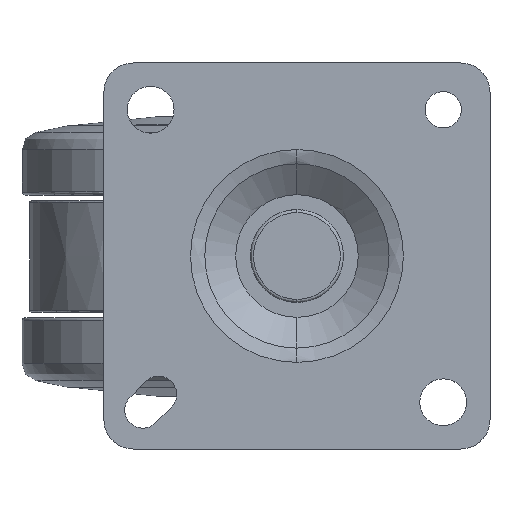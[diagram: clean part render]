
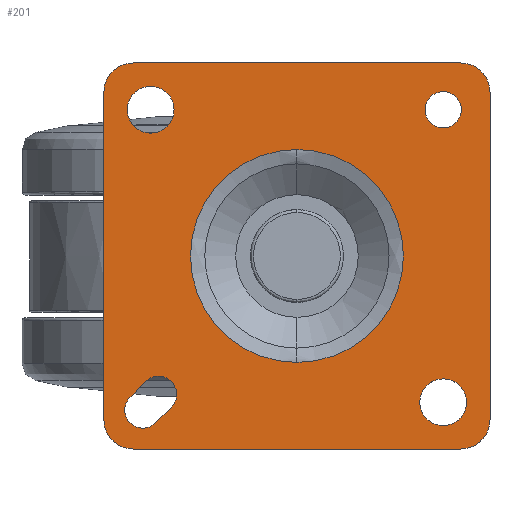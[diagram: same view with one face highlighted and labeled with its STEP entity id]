
A CAD part, top view. The second image highlights one B-rep face of the part: STEP entity #201.
In plain terms, the highlighted face is planar.
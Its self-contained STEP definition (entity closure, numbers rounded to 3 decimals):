
#201=ADVANCED_FACE('',(#760,#761,#762,#763,#764,#765),#759,.F.);
#759=PLANE('',#2656);
#760=FACE_OUTER_BOUND('',#2657,.T.);
#761=FACE_BOUND('',#2658,.T.);
#762=FACE_BOUND('',#2659,.T.);
#763=FACE_BOUND('',#2660,.T.);
#764=FACE_BOUND('',#2661,.T.);
#765=FACE_BOUND('',#2662,.T.);
#2653=CARTESIAN_POINT('',(-39.6,0.,-39.6));
#2654=DIRECTION('',(0.,1.,0.));
#2655=DIRECTION('',(0.,0.,1.));
#2656=AXIS2_PLACEMENT_3D('',#2653,#2654,#2655);
#2657=EDGE_LOOP('',(#6289,#6290,#6291,#6292,#6293,#6294,#6295,#6296));
#2658=EDGE_LOOP('',(#6297,#6298));
#2659=EDGE_LOOP('',(#6299,#6300,#6301,#6302));
#2660=EDGE_LOOP('',(#6303,#6304));
#2661=EDGE_LOOP('',(#6305,#6306));
#2662=EDGE_LOOP('',(#6307,#6308));
#6289=ORIENTED_EDGE('',*,*,#6900,.F.);
#6290=ORIENTED_EDGE('',*,*,#6901,.T.);
#6291=ORIENTED_EDGE('',*,*,#6902,.F.);
#6292=ORIENTED_EDGE('',*,*,#6903,.T.);
#6293=ORIENTED_EDGE('',*,*,#6904,.F.);
#6294=ORIENTED_EDGE('',*,*,#6905,.T.);
#6295=ORIENTED_EDGE('',*,*,#6906,.F.);
#6296=ORIENTED_EDGE('',*,*,#6907,.T.);
#6297=ORIENTED_EDGE('',*,*,#6908,.T.);
#6298=ORIENTED_EDGE('',*,*,#6909,.T.);
#6299=ORIENTED_EDGE('',*,*,#6910,.F.);
#6300=ORIENTED_EDGE('',*,*,#6911,.F.);
#6301=ORIENTED_EDGE('',*,*,#6912,.F.);
#6302=ORIENTED_EDGE('',*,*,#6913,.F.);
#6303=ORIENTED_EDGE('',*,*,#6914,.F.);
#6304=ORIENTED_EDGE('',*,*,#6915,.F.);
#6305=ORIENTED_EDGE('',*,*,#6916,.F.);
#6306=ORIENTED_EDGE('',*,*,#6917,.F.);
#6307=ORIENTED_EDGE('',*,*,#6918,.F.);
#6308=ORIENTED_EDGE('',*,*,#6919,.F.);
#6900=EDGE_CURVE('',#7772,#7773,#7774,.T.);
#6901=EDGE_CURVE('',#7772,#7780,#7781,.T.);
#6902=EDGE_CURVE('',#7787,#7780,#7788,.T.);
#6903=EDGE_CURVE('',#7787,#7794,#7795,.T.);
#6904=EDGE_CURVE('',#7801,#7794,#7802,.T.);
#6905=EDGE_CURVE('',#7801,#7808,#7809,.T.);
#6906=EDGE_CURVE('',#7815,#7808,#7816,.T.);
#6907=EDGE_CURVE('',#7815,#7773,#7822,.T.);
#6908=EDGE_CURVE('',#7828,#7829,#7830,.T.);
#6909=EDGE_CURVE('',#7829,#7828,#7836,.T.);
#6910=EDGE_CURVE('',#7842,#7843,#7844,.T.);
#6911=EDGE_CURVE('',#7850,#7842,#7851,.T.);
#6912=EDGE_CURVE('',#7857,#7850,#7858,.T.);
#6913=EDGE_CURVE('',#7843,#7857,#7864,.T.);
#6914=EDGE_CURVE('',#7870,#7871,#7872,.T.);
#6915=EDGE_CURVE('',#7871,#7870,#7878,.T.);
#6916=EDGE_CURVE('',#7884,#7885,#7886,.T.);
#6917=EDGE_CURVE('',#7885,#7884,#7892,.T.);
#6918=EDGE_CURVE('',#7898,#7899,#7900,.T.);
#6919=EDGE_CURVE('',#7899,#7898,#7906,.T.);
#7772=VERTEX_POINT('',#9847);
#7773=VERTEX_POINT('',#9848);
#7774=LINE('',#9849,#9850);
#7780=VERTEX_POINT('',#9852);
#7781=CIRCLE('',#9856,5.);
#7787=VERTEX_POINT('',#9857);
#7788=LINE('',#9858,#9859);
#7794=VERTEX_POINT('',#9861);
#7795=CIRCLE('',#9865,5.);
#7801=VERTEX_POINT('',#9866);
#7802=LINE('',#9867,#9868);
#7808=VERTEX_POINT('',#9870);
#7809=CIRCLE('',#9874,5.);
#7815=VERTEX_POINT('',#9875);
#7816=LINE('',#9876,#9877);
#7822=CIRCLE('',#9882,5.);
#7828=VERTEX_POINT('',#9883);
#7829=VERTEX_POINT('',#9884);
#7830=CIRCLE('',#9888,18.194);
#7836=CIRCLE('',#9892,18.194);
#7842=VERTEX_POINT('',#9893);
#7843=VERTEX_POINT('',#9894);
#7844=LINE('',#9895,#9896);
#7850=VERTEX_POINT('',#9898);
#7851=CIRCLE('',#9902,3.1);
#7857=VERTEX_POINT('',#9903);
#7858=LINE('',#9904,#9905);
#7864=CIRCLE('',#9910,3.1);
#7870=VERTEX_POINT('',#9911);
#7871=VERTEX_POINT('',#9912);
#7872=CIRCLE('',#9916,3.1);
#7878=CIRCLE('',#9920,3.1);
#7884=VERTEX_POINT('',#9921);
#7885=VERTEX_POINT('',#9922);
#7886=CIRCLE('',#9926,4.);
#7892=CIRCLE('',#9930,4.);
#7898=VERTEX_POINT('',#9931);
#7899=VERTEX_POINT('',#9932);
#7900=CIRCLE('',#9936,4.);
#7906=CIRCLE('',#9940,4.);
#9847=CARTESIAN_POINT('',(28.,0.,-33.));
#9848=CARTESIAN_POINT('',(-28.,0.,-33.));
#9849=CARTESIAN_POINT('',(28.,0.,-33.));
#9850=VECTOR('',#9851,56.);
#9851=DIRECTION('',(-1.,0.,0.));
#9852=CARTESIAN_POINT('',(33.,0.,-28.));
#9853=CARTESIAN_POINT('',(28.,0.,-28.));
#9854=DIRECTION('',(0.,-1.,0.));
#9855=DIRECTION('',(0.,0.,1.));
#9856=AXIS2_PLACEMENT_3D('',#9853,#9854,#9855);
#9857=CARTESIAN_POINT('',(33.,0.,28.));
#9858=CARTESIAN_POINT('',(33.,0.,28.));
#9859=VECTOR('',#9860,56.);
#9860=DIRECTION('',(0.,0.,-1.));
#9861=CARTESIAN_POINT('',(28.,0.,33.));
#9862=CARTESIAN_POINT('',(28.,0.,28.));
#9863=DIRECTION('',(0.,-1.,0.));
#9864=DIRECTION('',(-1.,0.,0.));
#9865=AXIS2_PLACEMENT_3D('',#9862,#9863,#9864);
#9866=CARTESIAN_POINT('',(-28.,0.,33.));
#9867=CARTESIAN_POINT('',(-28.,0.,33.));
#9868=VECTOR('',#9869,56.);
#9869=DIRECTION('',(1.,0.,0.));
#9870=CARTESIAN_POINT('',(-33.,0.,28.));
#9871=CARTESIAN_POINT('',(-28.,0.,28.));
#9872=DIRECTION('',(0.,-1.,0.));
#9873=DIRECTION('',(0.,0.,-1.));
#9874=AXIS2_PLACEMENT_3D('',#9871,#9872,#9873);
#9875=CARTESIAN_POINT('',(-33.,0.,-28.));
#9876=CARTESIAN_POINT('',(-33.,0.,-28.));
#9877=VECTOR('',#9878,56.);
#9878=DIRECTION('',(0.,0.,1.));
#9879=CARTESIAN_POINT('',(-28.,0.,-28.));
#9880=DIRECTION('',(0.,-1.,0.));
#9881=DIRECTION('',(1.,0.,0.));
#9882=AXIS2_PLACEMENT_3D('',#9879,#9880,#9881);
#9883=CARTESIAN_POINT('',(0.,0.,18.194));
#9884=CARTESIAN_POINT('',(0.,0.,-18.194));
#9885=CARTESIAN_POINT('',(0.,0.,0.));
#9886=DIRECTION('',(0.,1.,0.));
#9887=DIRECTION('',(0.,0.,1.));
#9888=AXIS2_PLACEMENT_3D('',#9885,#9886,#9887);
#9889=CARTESIAN_POINT('',(0.,0.,0.));
#9890=DIRECTION('',(0.,1.,0.));
#9891=DIRECTION('',(0.,0.,1.));
#9892=AXIS2_PLACEMENT_3D('',#9889,#9890,#9891);
#9893=CARTESIAN_POINT('',(-25.849,0.,-21.464));
#9894=CARTESIAN_POINT('',(-28.536,0.,-24.151));
#9895=CARTESIAN_POINT('',(-25.849,0.,-21.464));
#9896=VECTOR('',#9897,3.8);
#9897=DIRECTION('',(-0.707,0.,-0.707));
#9898=CARTESIAN_POINT('',(-21.464,0.,-25.849));
#9899=CARTESIAN_POINT('',(-23.656,0.,-23.656));
#9900=DIRECTION('',(0.,-1.,0.));
#9901=DIRECTION('',(-0.707,0.,0.707));
#9902=AXIS2_PLACEMENT_3D('',#9899,#9900,#9901);
#9903=CARTESIAN_POINT('',(-24.151,0.,-28.536));
#9904=CARTESIAN_POINT('',(-24.151,0.,-28.536));
#9905=VECTOR('',#9906,3.8);
#9906=DIRECTION('',(0.707,0.,0.707));
#9907=CARTESIAN_POINT('',(-26.344,0.,-26.344));
#9908=DIRECTION('',(0.,-1.,0.));
#9909=DIRECTION('',(0.,0.,1.));
#9910=AXIS2_PLACEMENT_3D('',#9907,#9908,#9909);
#9911=CARTESIAN_POINT('',(25.,0.,28.1));
#9912=CARTESIAN_POINT('',(25.,0.,21.9));
#9913=CARTESIAN_POINT('',(25.,0.,25.));
#9914=DIRECTION('',(0.,-1.,0.));
#9915=DIRECTION('',(0.,0.,-1.));
#9916=AXIS2_PLACEMENT_3D('',#9913,#9914,#9915);
#9917=CARTESIAN_POINT('',(25.,0.,25.));
#9918=DIRECTION('',(0.,-1.,0.));
#9919=DIRECTION('',(0.,0.,-1.));
#9920=AXIS2_PLACEMENT_3D('',#9917,#9918,#9919);
#9921=CARTESIAN_POINT('',(25.,0.,-21.));
#9922=CARTESIAN_POINT('',(25.,0.,-29.));
#9923=CARTESIAN_POINT('',(25.,0.,-25.));
#9924=DIRECTION('',(0.,-1.,0.));
#9925=DIRECTION('',(0.,0.,-1.));
#9926=AXIS2_PLACEMENT_3D('',#9923,#9924,#9925);
#9927=CARTESIAN_POINT('',(25.,0.,-25.));
#9928=DIRECTION('',(0.,-1.,0.));
#9929=DIRECTION('',(0.,0.,-1.));
#9930=AXIS2_PLACEMENT_3D('',#9927,#9928,#9929);
#9931=CARTESIAN_POINT('',(-25.,0.,29.));
#9932=CARTESIAN_POINT('',(-25.,0.,21.));
#9933=CARTESIAN_POINT('',(-25.,0.,25.));
#9934=DIRECTION('',(0.,-1.,0.));
#9935=DIRECTION('',(0.,0.,-1.));
#9936=AXIS2_PLACEMENT_3D('',#9933,#9934,#9935);
#9937=CARTESIAN_POINT('',(-25.,0.,25.));
#9938=DIRECTION('',(0.,-1.,0.));
#9939=DIRECTION('',(0.,0.,-1.));
#9940=AXIS2_PLACEMENT_3D('',#9937,#9938,#9939);
